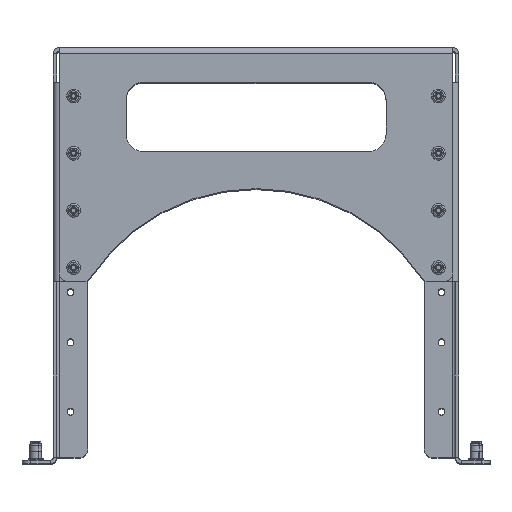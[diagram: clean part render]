
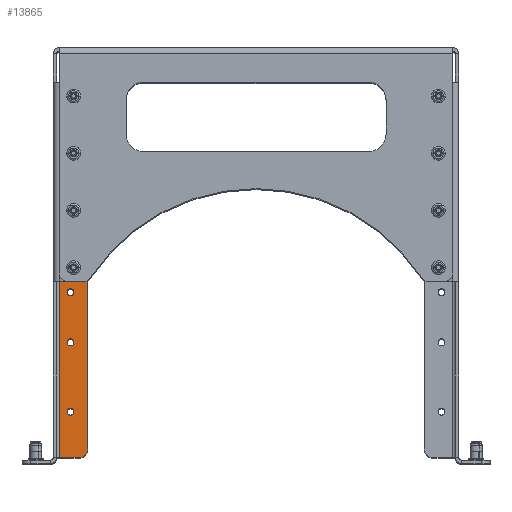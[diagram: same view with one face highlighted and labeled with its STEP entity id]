
A CAD part, top view. The second image highlights one B-rep face of the part: STEP entity #13865.
In plain terms, the highlighted planar face has unit normal (0, 0, 1).
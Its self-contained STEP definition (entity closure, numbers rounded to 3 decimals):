
#269 = CARTESIAN_POINT ( 'NONE',  ( -97., 194.5, 93.5 ) ) ;
#490 = VERTEX_POINT ( 'NONE', #1084 ) ;
#533 = CARTESIAN_POINT ( 'NONE',  ( -109., 30., 93.5 ) ) ;
#874 = ORIENTED_EDGE ( 'NONE', *, *, #12490, .F. ) ;
#939 = ORIENTED_EDGE ( 'NONE', *, *, #4547, .F. ) ;
#956 = VERTEX_POINT ( 'NONE', #15578 ) ;
#983 = AXIS2_PLACEMENT_3D ( 'NONE', #16651, #19436, #13426 ) ;
#1084 = CARTESIAN_POINT ( 'NONE',  ( -109., 150., 93.5 ) ) ;
#1113 = CARTESIAN_POINT ( 'NONE',  ( -107., 70., 93.5 ) ) ;
#1214 = DIRECTION ( 'NONE',  ( 0., 0., 1. ) ) ;
#1425 = ORIENTED_EDGE ( 'NONE', *, *, #12611, .F. ) ;
#1467 = VERTEX_POINT ( 'NONE', #3046 ) ;
#1722 = CIRCLE ( 'NONE', #4077, 2. ) ;
#1734 = ORIENTED_EDGE ( 'NONE', *, *, #17629, .F. ) ;
#1868 = DIRECTION ( 'NONE',  ( 0., 0., 1. ) ) ;
#1877 = CIRCLE ( 'NONE', #13514, 2. ) ;
#2098 = CIRCLE ( 'NONE', #13002, 2. ) ;
#2555 = DIRECTION ( 'NONE',  ( 1., 0., 0. ) ) ;
#2997 = CARTESIAN_POINT ( 'NONE',  ( -105., 99., 93.5 ) ) ;
#3041 = AXIS2_PLACEMENT_3D ( 'NONE', #4665, #15236, #12273 ) ;
#3046 = CARTESIAN_POINT ( 'NONE',  ( -109., 179., 93.5 ) ) ;
#3257 = ORIENTED_EDGE ( 'NONE', *, *, #14576, .F. ) ;
#3405 = ORIENTED_EDGE ( 'NONE', *, *, #16876, .F. ) ;
#3466 = LINE ( 'NONE', #12749, #4412 ) ;
#3592 = CARTESIAN_POINT ( 'NONE',  ( -105., 179., 93.5 ) ) ;
#3641 = CIRCLE ( 'NONE', #15835, 2. ) ;
#3693 = DIRECTION ( 'NONE',  ( 0., 0., 1. ) ) ;
#4077 = AXIS2_PLACEMENT_3D ( 'NONE', #18262, #18775, #5307 ) ;
#4142 = VERTEX_POINT ( 'NONE', #8521 ) ;
#4207 = DIRECTION ( 'NONE',  ( 0., 0., 1. ) ) ;
#4267 = CIRCLE ( 'NONE', #11114, 2. ) ;
#4269 = DIRECTION ( 'NONE',  ( 0., 0., 1. ) ) ;
#4412 = VECTOR ( 'NONE', #18564, 1000. ) ;
#4547 = EDGE_CURVE ( 'NONE', #1467, #6215, #10174, .T. ) ;
#4665 = CARTESIAN_POINT ( 'NONE',  ( 0., 0., 93.5 ) ) ;
#4830 = CARTESIAN_POINT ( 'NONE',  ( -107., 99., 93.5 ) ) ;
#5307 = DIRECTION ( 'NONE',  ( 1., 0., 0. ) ) ;
#5437 = ORIENTED_EDGE ( 'NONE', *, *, #12348, .T. ) ;
#5513 = AXIS2_PLACEMENT_3D ( 'NONE', #9488, #14103, #11019 ) ;
#5607 = EDGE_LOOP ( 'NONE', ( #3257, #11505, #1734, #17327, #7285, #5437 ) ) ;
#5789 = CARTESIAN_POINT ( 'NONE',  ( -107., 70., 93.5 ) ) ;
#5828 = EDGE_CURVE ( 'NONE', #13378, #956, #1877, .T. ) ;
#5857 = DIRECTION ( 'NONE',  ( 0., 0., 1. ) ) ;
#5942 = AXIS2_PLACEMENT_3D ( 'NONE', #9767, #3693, #17163 ) ;
#6058 = PLANE ( 'NONE',  #3041 ) ;
#6215 = VERTEX_POINT ( 'NONE', #3592 ) ;
#6355 = AXIS2_PLACEMENT_3D ( 'NONE', #12005, #16406, #17936 ) ;
#6446 = CARTESIAN_POINT ( 'NONE',  ( -105., 30., 93.5 ) ) ;
#6534 = LINE ( 'NONE', #269, #11029 ) ;
#6848 = EDGE_CURVE ( 'NONE', #11974, #490, #16241, .T. ) ;
#6908 = LINE ( 'NONE', #7166, #8103 ) ;
#7044 = FACE_BOUND ( 'NONE', #19296, .T. ) ;
#7078 = VERTEX_POINT ( 'NONE', #8587 ) ;
#7166 = CARTESIAN_POINT ( 'NONE',  ( -115., 3.5, 93.5 ) ) ;
#7285 = ORIENTED_EDGE ( 'NONE', *, *, #10665, .F. ) ;
#7312 = ORIENTED_EDGE ( 'NONE', *, *, #8415, .F. ) ;
#7625 = VERTEX_POINT ( 'NONE', #14429 ) ;
#7869 = EDGE_LOOP ( 'NONE', ( #16108, #16653 ) ) ;
#7950 = VERTEX_POINT ( 'NONE', #6446 ) ;
#8012 = CARTESIAN_POINT ( 'NONE',  ( -109., 70., 93.5 ) ) ;
#8103 = VECTOR ( 'NONE', #19171, 1000. ) ;
#8246 = CARTESIAN_POINT ( 'NONE',  ( -102., 8.5, 93.5 ) ) ;
#8314 = DIRECTION ( 'NONE',  ( 0., 0., 1. ) ) ;
#8379 = EDGE_CURVE ( 'NONE', #19019, #7625, #16384, .T. ) ;
#8411 = EDGE_LOOP ( 'NONE', ( #16298, #7312 ) ) ;
#8415 = EDGE_CURVE ( 'NONE', #490, #11974, #11221, .T. ) ;
#8450 = DIRECTION ( 'NONE',  ( 0., 1., 0. ) ) ;
#8521 = CARTESIAN_POINT ( 'NONE',  ( -109., 99., 93.5 ) ) ;
#8532 = CIRCLE ( 'NONE', #13750, 5. ) ;
#8587 = CARTESIAN_POINT ( 'NONE',  ( -102., 3.5, 93.5 ) ) ;
#8683 = VERTEX_POINT ( 'NONE', #13896 ) ;
#8764 = CARTESIAN_POINT ( 'NONE',  ( -107., 99., 93.5 ) ) ;
#9026 = VERTEX_POINT ( 'NONE', #10258 ) ;
#9488 = CARTESIAN_POINT ( 'NONE',  ( -107., 30., 93.5 ) ) ;
#9638 = FACE_BOUND ( 'NONE', #9865, .T. ) ;
#9767 = CARTESIAN_POINT ( 'NONE',  ( -107., 150., 93.5 ) ) ;
#9865 = EDGE_LOOP ( 'NONE', ( #1425, #939 ) ) ;
#10005 = DIRECTION ( 'NONE',  ( 1., 0., 0. ) ) ;
#10110 = DIRECTION ( 'NONE',  ( 1., 0., 0. ) ) ;
#10111 = FACE_BOUND ( 'NONE', #16157, .T. ) ;
#10131 = VERTEX_POINT ( 'NONE', #533 ) ;
#10174 = CIRCLE ( 'NONE', #10345, 2. ) ;
#10258 = CARTESIAN_POINT ( 'NONE',  ( -97., 189.5, 93.5 ) ) ;
#10345 = AXIS2_PLACEMENT_3D ( 'NONE', #17401, #8314, #11350 ) ;
#10413 = CIRCLE ( 'NONE', #5513, 2. ) ;
#10665 = EDGE_CURVE ( 'NONE', #7078, #19019, #6908, .T. ) ;
#11019 = DIRECTION ( 'NONE',  ( 1., 0., 0. ) ) ;
#11029 = VECTOR ( 'NONE', #12423, 1000. ) ;
#11054 = CARTESIAN_POINT ( 'NONE',  ( -113.5, 3.5, 93.5 ) ) ;
#11114 = AXIS2_PLACEMENT_3D ( 'NONE', #8764, #4269, #2555 ) ;
#11221 = CIRCLE ( 'NONE', #6355, 2. ) ;
#11350 = DIRECTION ( 'NONE',  ( 1., 0., 0. ) ) ;
#11505 = ORIENTED_EDGE ( 'NONE', *, *, #17299, .T. ) ;
#11974 = VERTEX_POINT ( 'NONE', #13512 ) ;
#12005 = CARTESIAN_POINT ( 'NONE',  ( -107., 150., 93.5 ) ) ;
#12191 = EDGE_CURVE ( 'NONE', #10131, #7950, #10413, .T. ) ;
#12273 = DIRECTION ( 'NONE',  ( 1., 0., 0. ) ) ;
#12348 = EDGE_CURVE ( 'NONE', #7078, #8683, #8532, .T. ) ;
#12423 = DIRECTION ( 'NONE',  ( 1., 0., 0. ) ) ;
#12490 = EDGE_CURVE ( 'NONE', #13155, #4142, #4267, .T. ) ;
#12611 = EDGE_CURVE ( 'NONE', #6215, #1467, #18186, .T. ) ;
#12749 = CARTESIAN_POINT ( 'NONE',  ( -97., 3.5, 93.5 ) ) ;
#12918 = VERTEX_POINT ( 'NONE', #15987 ) ;
#13002 = AXIS2_PLACEMENT_3D ( 'NONE', #5789, #5857, #16469 ) ;
#13042 = DIRECTION ( 'NONE',  ( 1., 0., 0. ) ) ;
#13155 = VERTEX_POINT ( 'NONE', #2997 ) ;
#13329 = VECTOR ( 'NONE', #8450, 1000. ) ;
#13378 = VERTEX_POINT ( 'NONE', #8012 ) ;
#13426 = DIRECTION ( 'NONE',  ( 1., 0., 0. ) ) ;
#13512 = CARTESIAN_POINT ( 'NONE',  ( -105., 150., 93.5 ) ) ;
#13514 = AXIS2_PLACEMENT_3D ( 'NONE', #1113, #4207, #13042 ) ;
#13694 = AXIS2_PLACEMENT_3D ( 'NONE', #19082, #1214, #10110 ) ;
#13715 = EDGE_CURVE ( 'NONE', #956, #13378, #2098, .T. ) ;
#13750 = AXIS2_PLACEMENT_3D ( 'NONE', #8246, #19045, #10005 ) ;
#13865 = ADVANCED_FACE ( 'NONE', ( #9638, #15774, #10111, #7044, #19554, #18132 ), #6058, .T. ) ;
#13896 = CARTESIAN_POINT ( 'NONE',  ( -97., 8.5, 93.5 ) ) ;
#14103 = DIRECTION ( 'NONE',  ( 0., 0., 1. ) ) ;
#14429 = CARTESIAN_POINT ( 'NONE',  ( -113.5, 194.5, 93.5 ) ) ;
#14576 = EDGE_CURVE ( 'NONE', #9026, #8683, #3466, .T. ) ;
#15236 = DIRECTION ( 'NONE',  ( 0., 0., 1. ) ) ;
#15388 = DIRECTION ( 'NONE',  ( 1., 0., 0. ) ) ;
#15578 = CARTESIAN_POINT ( 'NONE',  ( -105., 70., 93.5 ) ) ;
#15729 = CIRCLE ( 'NONE', #13694, 5. ) ;
#15774 = FACE_BOUND ( 'NONE', #8411, .T. ) ;
#15835 = AXIS2_PLACEMENT_3D ( 'NONE', #4830, #1868, #15388 ) ;
#15987 = CARTESIAN_POINT ( 'NONE',  ( -102., 194.5, 93.5 ) ) ;
#16108 = ORIENTED_EDGE ( 'NONE', *, *, #13715, .F. ) ;
#16157 = EDGE_LOOP ( 'NONE', ( #874, #18044 ) ) ;
#16221 = CARTESIAN_POINT ( 'NONE',  ( -113.5, 3.5, 93.5 ) ) ;
#16241 = CIRCLE ( 'NONE', #5942, 2. ) ;
#16298 = ORIENTED_EDGE ( 'NONE', *, *, #6848, .F. ) ;
#16303 = EDGE_CURVE ( 'NONE', #4142, #13155, #3641, .T. ) ;
#16384 = LINE ( 'NONE', #16221, #13329 ) ;
#16406 = DIRECTION ( 'NONE',  ( 0., 0., 1. ) ) ;
#16469 = DIRECTION ( 'NONE',  ( 1., 0., 0. ) ) ;
#16651 = CARTESIAN_POINT ( 'NONE',  ( -107., 179., 93.5 ) ) ;
#16653 = ORIENTED_EDGE ( 'NONE', *, *, #5828, .F. ) ;
#16876 = EDGE_CURVE ( 'NONE', #7950, #10131, #1722, .T. ) ;
#17163 = DIRECTION ( 'NONE',  ( 1., 0., 0. ) ) ;
#17299 = EDGE_CURVE ( 'NONE', #9026, #12918, #15729, .T. ) ;
#17327 = ORIENTED_EDGE ( 'NONE', *, *, #8379, .F. ) ;
#17401 = CARTESIAN_POINT ( 'NONE',  ( -107., 179., 93.5 ) ) ;
#17629 = EDGE_CURVE ( 'NONE', #7625, #12918, #6534, .T. ) ;
#17936 = DIRECTION ( 'NONE',  ( 1., 0., 0. ) ) ;
#18044 = ORIENTED_EDGE ( 'NONE', *, *, #16303, .F. ) ;
#18132 = FACE_OUTER_BOUND ( 'NONE', #5607, .T. ) ;
#18186 = CIRCLE ( 'NONE', #983, 2. ) ;
#18262 = CARTESIAN_POINT ( 'NONE',  ( -107., 30., 93.5 ) ) ;
#18564 = DIRECTION ( 'NONE',  ( 0., -1., 0. ) ) ;
#18775 = DIRECTION ( 'NONE',  ( 0., 0., 1. ) ) ;
#18883 = ORIENTED_EDGE ( 'NONE', *, *, #12191, .F. ) ;
#19019 = VERTEX_POINT ( 'NONE', #11054 ) ;
#19045 = DIRECTION ( 'NONE',  ( 0., 0., 1. ) ) ;
#19082 = CARTESIAN_POINT ( 'NONE',  ( -102., 189.5, 93.5 ) ) ;
#19171 = DIRECTION ( 'NONE',  ( -1., 0., 0. ) ) ;
#19296 = EDGE_LOOP ( 'NONE', ( #3405, #18883 ) ) ;
#19436 = DIRECTION ( 'NONE',  ( 0., 0., 1. ) ) ;
#19554 = FACE_BOUND ( 'NONE', #7869, .T. ) ;
